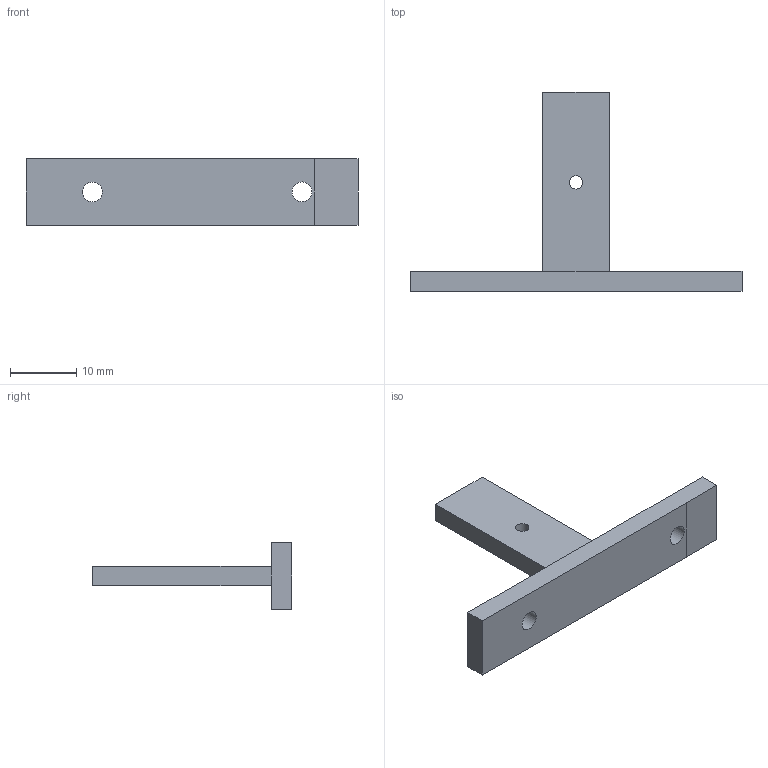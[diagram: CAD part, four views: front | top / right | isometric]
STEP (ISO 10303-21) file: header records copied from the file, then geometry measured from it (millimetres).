
FILE_DESCRIPTION(/* description */ (''),/* implementation_level */ '2;1');
FILE_NAME(/* name */ 'Dteleur (TT).step',/* time_stamp */ '2024-09-12T14:20:13+02:00',/* author */ (''),/* organization */ (''),/* preprocessor_version */ 'ST-DEVELOPER v20',/* originating_system */ 'Autodesk Translation Framework v13.14.0.145',/* authorisation */ '');
FILE_SCHEMA (('AUTOMOTIVE_DESIGN { 1 0 10303 214 3 1 1 }'));
Length unit declared in the file: millimetre
Products named in the file (1): Dételeur (TT)
Bounding box: 50 x 30 x 10 mm (x, y, z)
Volume: 2286.1 mm3; surface area: 2109.9 mm2
Topology: 1 solids, 1 shells, 20 faces, 50 edges, 32 vertices
Faces by surface type: plane 17, cylinder 3
Full cylindrical faces by diameter (mm): 2 x1, 3 x2
Entity records: 633 total; most frequent: CARTESIAN_POINT 103, ORIENTED_EDGE 100, DIRECTION 98, EDGE_CURVE 50, LINE 44, VECTOR 44, VERTEX_POINT 32, AXIS2_PLACEMENT_3D 27
